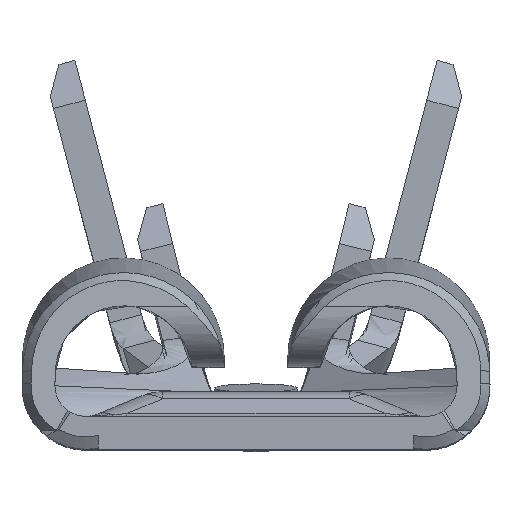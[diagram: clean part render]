
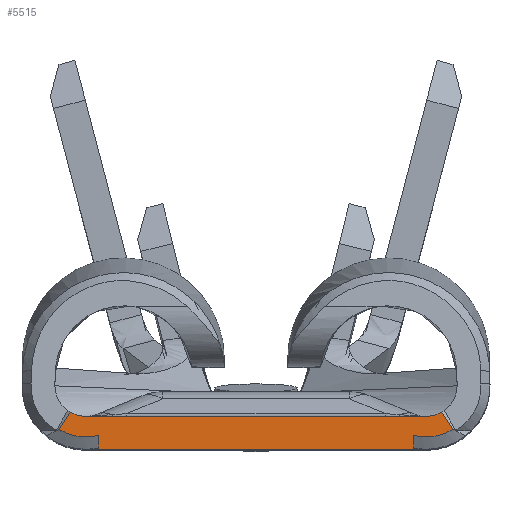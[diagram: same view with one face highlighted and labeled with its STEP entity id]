
A CAD part, top view. The second image highlights one B-rep face of the part: STEP entity #5515.
In plain terms, the highlighted planar face has unit normal (0, 0, 1).
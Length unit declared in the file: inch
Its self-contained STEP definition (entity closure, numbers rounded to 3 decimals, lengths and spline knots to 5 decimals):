
#155 = DIRECTION ( 'NONE',  ( 0.5, -0.866, 0. ) ) ;
#260 = CARTESIAN_POINT ( 'NONE',  ( 0.09025, 0.01801, 0.2775 ) ) ;
#282 = VERTEX_POINT ( 'NONE', #1091 ) ;
#496 = VECTOR ( 'NONE', #2143, 39.37008 ) ;
#572 = CIRCLE ( 'NONE', #4271, 0.025 ) ;
#675 = ORIENTED_EDGE ( 'NONE', *, *, #11898, .F. ) ;
#821 = EDGE_CURVE ( 'NONE', #8535, #1554, #10483, .T. ) ;
#970 = ORIENTED_EDGE ( 'NONE', *, *, #10878, .F. ) ;
#975 = VECTOR ( 'NONE', #155, 39.37008 ) ;
#1091 = CARTESIAN_POINT ( 'NONE',  ( 0.07661, 0., 0.2775 ) ) ;
#1122 = FACE_OUTER_BOUND ( 'NONE', #11640, .T. ) ;
#1249 = DIRECTION ( 'NONE',  ( -1., 0., 0. ) ) ;
#1301 = EDGE_CURVE ( 'NONE', #8209, #1554, #10636, .T. ) ;
#1554 = VERTEX_POINT ( 'NONE', #7059 ) ;
#1778 = DIRECTION ( 'NONE',  ( 0., 1., 0. ) ) ;
#1886 = CIRCLE ( 'NONE', #2678, 0.015 ) ;
#2002 = DIRECTION ( 'NONE',  ( -0.559, -0.829, 0. ) ) ;
#2143 = DIRECTION ( 'NONE',  ( -1., 0., 0. ) ) ;
#2158 = DIRECTION ( 'NONE',  ( -0.559, 0.829, 0. ) ) ;
#2287 = DIRECTION ( 'NONE',  ( 0.5, 0.866, 0. ) ) ;
#2399 = VERTEX_POINT ( 'NONE', #2926 ) ;
#2484 = CARTESIAN_POINT ( 'NONE',  ( 0.07661, 0.00677, 0.2775 ) ) ;
#2507 = AXIS2_PLACEMENT_3D ( 'NONE', #6610, #7687, #10437 ) ;
#2678 = AXIS2_PLACEMENT_3D ( 'NONE', #8491, #3021, #9466 ) ;
#2739 = ORIENTED_EDGE ( 'NONE', *, *, #10555, .T. ) ;
#2750 = CARTESIAN_POINT ( 'NONE',  ( 0.09026, 0.018, 0.2775 ) ) ;
#2918 = ORIENTED_EDGE ( 'NONE', *, *, #9517, .F. ) ;
#2926 = CARTESIAN_POINT ( 'NONE',  ( -0.09026, 0.018, 0.2775 ) ) ;
#2969 = VERTEX_POINT ( 'NONE', #5144 ) ;
#3021 = DIRECTION ( 'NONE',  ( 0., 0., 1. ) ) ;
#3033 = CARTESIAN_POINT ( 'NONE',  ( 0.11817, 0., 0.2775 ) ) ;
#3086 = CARTESIAN_POINT ( 'NONE',  ( 0.03024, 0.1071, 0.2775 ) ) ;
#3114 = CARTESIAN_POINT ( 'NONE',  ( 0.08275, 0.031, 0.2775 ) ) ;
#3263 = DIRECTION ( 'NONE',  ( 0., 0., 1. ) ) ;
#3384 = AXIS2_PLACEMENT_3D ( 'NONE', #5684, #6617, #1249 ) ;
#3448 = ORIENTED_EDGE ( 'NONE', *, *, #11424, .T. ) ;
#3772 = CARTESIAN_POINT ( 'NONE',  ( 0.09584, 0.0097, 0.2775 ) ) ;
#3784 = VECTOR ( 'NONE', #4747, 39.37008 ) ;
#3788 = VERTEX_POINT ( 'NONE', #7344 ) ;
#3841 = CARTESIAN_POINT ( 'NONE',  ( 0.07978, 0.016, 0.2775 ) ) ;
#3881 = CARTESIAN_POINT ( 'NONE',  ( 0.08275, 0.016, 0.2775 ) ) ;
#3943 = VERTEX_POINT ( 'NONE', #3881 ) ;
#3989 = DIRECTION ( 'NONE',  ( -1., 0., 0. ) ) ;
#4032 = ORIENTED_EDGE ( 'NONE', *, *, #1301, .F. ) ;
#4101 = VECTOR ( 'NONE', #2002, 39.37008 ) ;
#4230 = AXIS2_PLACEMENT_3D ( 'NONE', #8763, #3263, #9717 ) ;
#4271 = AXIS2_PLACEMENT_3D ( 'NONE', #3114, #9559, #3989 ) ;
#4609 = VERTEX_POINT ( 'NONE', #3772 ) ;
#4666 = LINE ( 'NONE', #6458, #4101 ) ;
#4747 = DIRECTION ( 'NONE',  ( -1., 0., 0. ) ) ;
#4981 = EDGE_CURVE ( 'NONE', #7020, #4609, #572, .T. ) ;
#5037 = EDGE_CURVE ( 'NONE', #2969, #3788, #5632, .T. ) ;
#5144 = CARTESIAN_POINT ( 'NONE',  ( -0.09025, 0.01801, 0.2775 ) ) ;
#5320 = ORIENTED_EDGE ( 'NONE', *, *, #9196, .T. ) ;
#5515 = ADVANCED_FACE ( 'NONE', ( #1122 ), #10403, .F. ) ;
#5538 = CARTESIAN_POINT ( 'NONE',  ( 0.09025, 0.01801, 0.2775 ) ) ;
#5632 = CIRCLE ( 'NONE', #4230, 0.015 ) ;
#5684 = CARTESIAN_POINT ( 'NONE',  ( -0.08275, 0.031, 0.2775 ) ) ;
#5760 = LINE ( 'NONE', #5538, #975 ) ;
#5812 = CARTESIAN_POINT ( 'NONE',  ( -0.07661, 0., 0.2775 ) ) ;
#6023 = ORIENTED_EDGE ( 'NONE', *, *, #8912, .T. ) ;
#6169 = ORIENTED_EDGE ( 'NONE', *, *, #8609, .F. ) ;
#6211 = LINE ( 'NONE', #9638, #10952 ) ;
#6458 = CARTESIAN_POINT ( 'NONE',  ( -0.08189, 0.03042, 0.2775 ) ) ;
#6610 = CARTESIAN_POINT ( 'NONE',  ( -0.08275, 0.031, 0.2775 ) ) ;
#6617 = DIRECTION ( 'NONE',  ( 0., 0., -1. ) ) ;
#6634 = LINE ( 'NONE', #2484, #8886 ) ;
#6723 = ORIENTED_EDGE ( 'NONE', *, *, #821, .T. ) ;
#6959 = DIRECTION ( 'NONE',  ( 0., 1., 0. ) ) ;
#7020 = VERTEX_POINT ( 'NONE', #10179 ) ;
#7022 = ORIENTED_EDGE ( 'NONE', *, *, #4981, .T. ) ;
#7059 = CARTESIAN_POINT ( 'NONE',  ( -0.07661, 0.00677, 0.2775 ) ) ;
#7344 = CARTESIAN_POINT ( 'NONE',  ( -0.08275, 0.016, 0.2775 ) ) ;
#7687 = DIRECTION ( 'NONE',  ( 0., 0., 1. ) ) ;
#7714 = LINE ( 'NONE', #3033, #496 ) ;
#8209 = VERTEX_POINT ( 'NONE', #5812 ) ;
#8372 = CARTESIAN_POINT ( 'NONE',  ( -0.07661, 0.00677, 0.2775 ) ) ;
#8491 = CARTESIAN_POINT ( 'NONE',  ( 0.08275, 0.031, 0.2775 ) ) ;
#8535 = VERTEX_POINT ( 'NONE', #10241 ) ;
#8609 = EDGE_CURVE ( 'NONE', #3943, #10182, #1886, .T. ) ;
#8699 = LINE ( 'NONE', #3841, #3784 ) ;
#8763 = CARTESIAN_POINT ( 'NONE',  ( -0.08275, 0.031, 0.2775 ) ) ;
#8786 = VECTOR ( 'NONE', #2158, 39.37008 ) ;
#8886 = VECTOR ( 'NONE', #6959, 39.37008 ) ;
#8912 = EDGE_CURVE ( 'NONE', #2399, #8535, #4666, .T. ) ;
#9196 = EDGE_CURVE ( 'NONE', #282, #7020, #6634, .T. ) ;
#9466 = DIRECTION ( 'NONE',  ( -1., 0., 0. ) ) ;
#9517 = EDGE_CURVE ( 'NONE', #2399, #2969, #6211, .T. ) ;
#9559 = DIRECTION ( 'NONE',  ( 0., 0., 1. ) ) ;
#9638 = CARTESIAN_POINT ( 'NONE',  ( -0.09025, 0.01801, 0.2775 ) ) ;
#9717 = DIRECTION ( 'NONE',  ( -1., 0., 0. ) ) ;
#10022 = VECTOR ( 'NONE', #1778, 39.37008 ) ;
#10179 = CARTESIAN_POINT ( 'NONE',  ( 0.07661, 0.00677, 0.2775 ) ) ;
#10182 = VERTEX_POINT ( 'NONE', #260 ) ;
#10241 = CARTESIAN_POINT ( 'NONE',  ( -0.09584, 0.0097, 0.2775 ) ) ;
#10403 = PLANE ( 'NONE',  #3384 ) ;
#10437 = DIRECTION ( 'NONE',  ( -1., 0., 0. ) ) ;
#10459 = VERTEX_POINT ( 'NONE', #2750 ) ;
#10483 = CIRCLE ( 'NONE', #2507, 0.025 ) ;
#10555 = EDGE_CURVE ( 'NONE', #3943, #3788, #8699, .T. ) ;
#10636 = LINE ( 'NONE', #8372, #10022 ) ;
#10878 = EDGE_CURVE ( 'NONE', #10182, #10459, #5760, .T. ) ;
#10952 = VECTOR ( 'NONE', #2287, 39.37008 ) ;
#11312 = LINE ( 'NONE', #3086, #8786 ) ;
#11424 = EDGE_CURVE ( 'NONE', #4609, #10459, #11312, .T. ) ;
#11484 = ORIENTED_EDGE ( 'NONE', *, *, #5037, .F. ) ;
#11640 = EDGE_LOOP ( 'NONE', ( #2739, #11484, #2918, #6023, #6723, #4032, #675, #5320, #7022, #3448, #970, #6169 ) ) ;
#11898 = EDGE_CURVE ( 'NONE', #282, #8209, #7714, .T. ) ;
